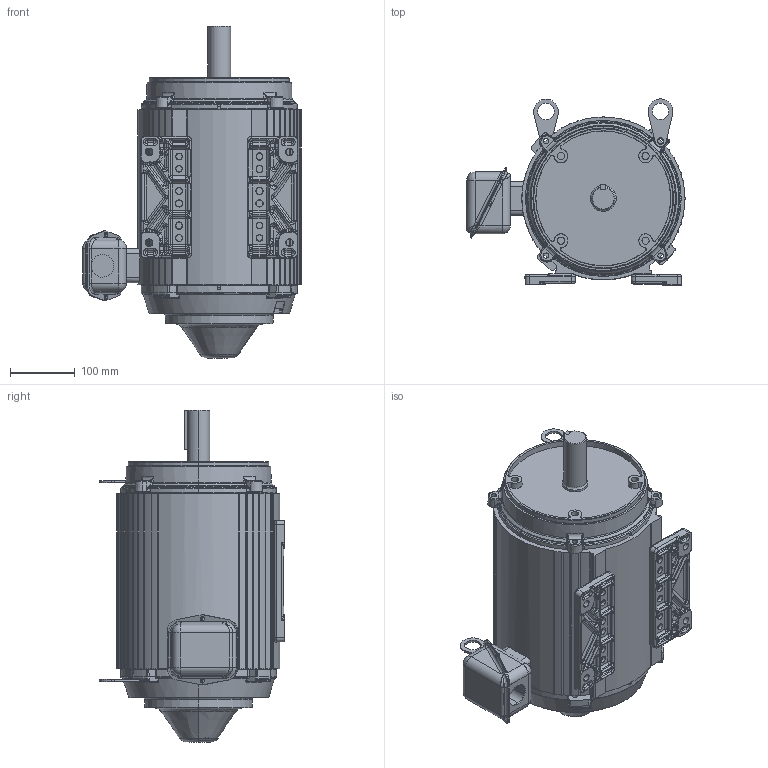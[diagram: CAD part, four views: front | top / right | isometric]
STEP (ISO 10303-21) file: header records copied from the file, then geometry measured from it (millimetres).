
FILE_DESCRIPTION (( 'STEP AP214' ), '1' );
FILE_NAME ('UN7T2BC b fxt.STEP', '2023-01-23T15:37:12', ( '' ), ( '' ), 'SwSTEP 2.0', 'SolidWorks 2021', '' );
FILE_SCHEMA (( 'AUTOMOTIVE_DESIGN' ));
Length unit declared in the file: inch
Products named in the file (1): UN7T2BC b fxt
Bounding box: 335.93 x 286.14 x 510.91 mm (x, y, z)
Volume: 17617965.3 mm3; surface area: 729354 mm2
Topology: 5 solids, 15 shells, 2258 faces, 5536 edges, 3323 vertices
Faces by surface type: cylinder 700, bspline 623, plane 417, cone 221, torus 168, sphere 129
Entity records: 111728 total; most frequent: CARTESIAN_POINT 65028, ORIENTED_EDGE 11014, DIRECTION 8099, EDGE_CURVE 5507, VERTEX_POINT 3323, AXIS2_PLACEMENT_3D 3222, EDGE_LOOP 2370, FACE_OUTER_BOUND 2258
